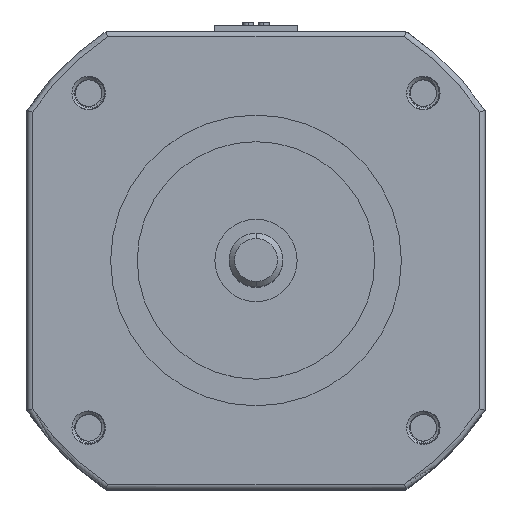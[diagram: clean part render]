
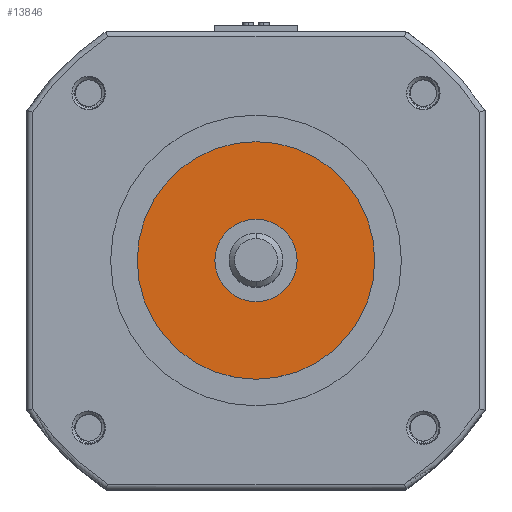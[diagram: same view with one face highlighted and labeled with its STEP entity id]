
A CAD part, top view. The second image highlights one B-rep face of the part: STEP entity #13846.
In plain terms, the highlighted planar face has unit normal (0, 0, 1).
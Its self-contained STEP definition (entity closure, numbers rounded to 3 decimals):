
#12773 = VERTEX_POINT('',#12774);
#12774 = CARTESIAN_POINT('',(0.,-3.81,2.032));
#12781 = CYLINDRICAL_SURFACE('',#12782,3.81);
#12782 = AXIS2_PLACEMENT_3D('',#12783,#12784,#12785);
#12783 = CARTESIAN_POINT('',(0.,0.,24.));
#12784 = DIRECTION('',(0.,0.,1.));
#12785 = DIRECTION('',(0.,-1.,0.));
#12793 = CYLINDRICAL_SURFACE('',#12794,3.81);
#12794 = AXIS2_PLACEMENT_3D('',#12795,#12796,#12797);
#12795 = CARTESIAN_POINT('',(0.,0.,24.));
#12796 = DIRECTION('',(0.,0.,1.));
#12797 = DIRECTION('',(0.,-1.,0.));
#12805 = EDGE_CURVE('',#12806,#12773,#12808,.T.);
#12806 = VERTEX_POINT('',#12807);
#12807 = CARTESIAN_POINT('',(0.,3.81,2.032));
#12808 = SURFACE_CURVE('',#12809,(#12814,#12821),.PCURVE_S1.);
#12809 = CIRCLE('',#12810,3.81);
#12810 = AXIS2_PLACEMENT_3D('',#12811,#12812,#12813);
#12811 = CARTESIAN_POINT('',(0.,0.,2.032));
#12812 = DIRECTION('',(0.,0.,1.));
#12813 = DIRECTION('',(0.,-1.,0.));
#12814 = PCURVE('',#12781,#12815);
#12815 = DEFINITIONAL_REPRESENTATION('',(#12816),#12820);
#12816 = LINE('',#12817,#12818);
#12817 = CARTESIAN_POINT('',(0.,-21.968));
#12818 = VECTOR('',#12819,1.);
#12819 = DIRECTION('',(1.,0.));
#12820 = ( GEOMETRIC_REPRESENTATION_CONTEXT(2) 
PARAMETRIC_REPRESENTATION_CONTEXT() REPRESENTATION_CONTEXT('2D SPACE',''
  ) );
#12821 = PCURVE('',#12822,#12827);
#12822 = PLANE('',#12823);
#12823 = AXIS2_PLACEMENT_3D('',#12824,#12825,#12826);
#12824 = CARTESIAN_POINT('',(0.,0.,2.032));
#12825 = DIRECTION('',(0.,0.,1.));
#12826 = DIRECTION('',(1.,0.,0.));
#12827 = DEFINITIONAL_REPRESENTATION('',(#12828),#12832);
#12828 = CIRCLE('',#12829,3.81);
#12829 = AXIS2_PLACEMENT_2D('',#12830,#12831);
#12830 = CARTESIAN_POINT('',(0.,0.));
#12831 = DIRECTION('',(0.,-1.));
#12832 = ( GEOMETRIC_REPRESENTATION_CONTEXT(2) 
PARAMETRIC_REPRESENTATION_CONTEXT() REPRESENTATION_CONTEXT('2D SPACE',''
  ) );
#13123 = EDGE_CURVE('',#13124,#13126,#13128,.T.);
#13124 = VERTEX_POINT('',#13125);
#13125 = CARTESIAN_POINT('',(-10.998,0.,2.032));
#13126 = VERTEX_POINT('',#13127);
#13127 = CARTESIAN_POINT('',(10.998,0.,2.032));
#13128 = SURFACE_CURVE('',#13129,(#13134,#13146),.PCURVE_S1.);
#13129 = CIRCLE('',#13130,10.998);
#13130 = AXIS2_PLACEMENT_3D('',#13131,#13132,#13133);
#13131 = CARTESIAN_POINT('',(0.,0.,2.032));
#13132 = DIRECTION('',(0.,0.,-1.));
#13133 = DIRECTION('',(-1.,0.,0.));
#13134 = PCURVE('',#13135,#13140);
#13135 = CYLINDRICAL_SURFACE('',#13136,10.998);
#13136 = AXIS2_PLACEMENT_3D('',#13137,#13138,#13139);
#13137 = CARTESIAN_POINT('',(0.,0.,0.));
#13138 = DIRECTION('',(-0.,-0.,-1.));
#13139 = DIRECTION('',(-1.,0.,0.));
#13140 = DEFINITIONAL_REPRESENTATION('',(#13141),#13145);
#13141 = LINE('',#13142,#13143);
#13142 = CARTESIAN_POINT('',(0.,-2.032));
#13143 = VECTOR('',#13144,1.);
#13144 = DIRECTION('',(1.,0.));
#13145 = ( GEOMETRIC_REPRESENTATION_CONTEXT(2) 
PARAMETRIC_REPRESENTATION_CONTEXT() REPRESENTATION_CONTEXT('2D SPACE',''
  ) );
#13146 = PCURVE('',#12822,#13147);
#13147 = DEFINITIONAL_REPRESENTATION('',(#13148),#13156);
#13148 = ( BOUNDED_CURVE() B_SPLINE_CURVE(2,(#13149,#13150,#13151,#13152
    ,#13153,#13154,#13155),.UNSPECIFIED.,.T.,.F.) 
B_SPLINE_CURVE_WITH_KNOTS((1,2,2,2,2,1),(-2.094,0.,
    2.094,4.189,6.283,8.378),
.UNSPECIFIED.) CURVE() GEOMETRIC_REPRESENTATION_ITEM() 
RATIONAL_B_SPLINE_CURVE((1.,0.5,1.,0.5,1.,0.5,1.)) REPRESENTATION_ITEM(
  '') );
#13149 = CARTESIAN_POINT('',(-10.998,0.));
#13150 = CARTESIAN_POINT('',(-10.998,19.049));
#13151 = CARTESIAN_POINT('',(5.499,9.525));
#13152 = CARTESIAN_POINT('',(21.996,0.));
#13153 = CARTESIAN_POINT('',(5.499,-9.525));
#13154 = CARTESIAN_POINT('',(-10.998,-19.049));
#13155 = CARTESIAN_POINT('',(-10.998,0.));
#13156 = ( GEOMETRIC_REPRESENTATION_CONTEXT(2) 
PARAMETRIC_REPRESENTATION_CONTEXT() REPRESENTATION_CONTEXT('2D SPACE',''
  ) );
#13174 = CYLINDRICAL_SURFACE('',#13175,10.998);
#13175 = AXIS2_PLACEMENT_3D('',#13176,#13177,#13178);
#13176 = CARTESIAN_POINT('',(0.,0.,0.));
#13177 = DIRECTION('',(-0.,-0.,-1.));
#13178 = DIRECTION('',(-1.,0.,0.));
#13846 = ADVANCED_FACE('',(#13847,#13876),#12822,.T.);
#13847 = FACE_BOUND('',#13848,.T.);
#13848 = EDGE_LOOP('',(#13849,#13850));
#13849 = ORIENTED_EDGE('',*,*,#13123,.F.);
#13850 = ORIENTED_EDGE('',*,*,#13851,.F.);
#13851 = EDGE_CURVE('',#13126,#13124,#13852,.T.);
#13852 = SURFACE_CURVE('',#13853,(#13858,#13869),.PCURVE_S1.);
#13853 = CIRCLE('',#13854,10.998);
#13854 = AXIS2_PLACEMENT_3D('',#13855,#13856,#13857);
#13855 = CARTESIAN_POINT('',(0.,0.,2.032));
#13856 = DIRECTION('',(0.,0.,-1.));
#13857 = DIRECTION('',(-1.,0.,0.));
#13858 = PCURVE('',#12822,#13859);
#13859 = DEFINITIONAL_REPRESENTATION('',(#13860),#13868);
#13860 = ( BOUNDED_CURVE() B_SPLINE_CURVE(2,(#13861,#13862,#13863,#13864
    ,#13865,#13866,#13867),.UNSPECIFIED.,.T.,.F.) 
B_SPLINE_CURVE_WITH_KNOTS((1,2,2,2,2,1),(-2.094,0.,
    2.094,4.189,6.283,8.378),
.UNSPECIFIED.) CURVE() GEOMETRIC_REPRESENTATION_ITEM() 
RATIONAL_B_SPLINE_CURVE((1.,0.5,1.,0.5,1.,0.5,1.)) REPRESENTATION_ITEM(
  '') );
#13861 = CARTESIAN_POINT('',(-10.998,0.));
#13862 = CARTESIAN_POINT('',(-10.998,19.049));
#13863 = CARTESIAN_POINT('',(5.499,9.525));
#13864 = CARTESIAN_POINT('',(21.996,0.));
#13865 = CARTESIAN_POINT('',(5.499,-9.525));
#13866 = CARTESIAN_POINT('',(-10.998,-19.049));
#13867 = CARTESIAN_POINT('',(-10.998,0.));
#13868 = ( GEOMETRIC_REPRESENTATION_CONTEXT(2) 
PARAMETRIC_REPRESENTATION_CONTEXT() REPRESENTATION_CONTEXT('2D SPACE',''
  ) );
#13869 = PCURVE('',#13174,#13870);
#13870 = DEFINITIONAL_REPRESENTATION('',(#13871),#13875);
#13871 = LINE('',#13872,#13873);
#13872 = CARTESIAN_POINT('',(0.,-2.032));
#13873 = VECTOR('',#13874,1.);
#13874 = DIRECTION('',(1.,0.));
#13875 = ( GEOMETRIC_REPRESENTATION_CONTEXT(2) 
PARAMETRIC_REPRESENTATION_CONTEXT() REPRESENTATION_CONTEXT('2D SPACE',''
  ) );
#13876 = FACE_BOUND('',#13877,.T.);
#13877 = EDGE_LOOP('',(#13878,#13900));
#13878 = ORIENTED_EDGE('',*,*,#13879,.F.);
#13879 = EDGE_CURVE('',#12773,#12806,#13880,.T.);
#13880 = SURFACE_CURVE('',#13881,(#13886,#13893),.PCURVE_S1.);
#13881 = CIRCLE('',#13882,3.81);
#13882 = AXIS2_PLACEMENT_3D('',#13883,#13884,#13885);
#13883 = CARTESIAN_POINT('',(0.,0.,2.032));
#13884 = DIRECTION('',(0.,0.,1.));
#13885 = DIRECTION('',(0.,-1.,0.));
#13886 = PCURVE('',#12822,#13887);
#13887 = DEFINITIONAL_REPRESENTATION('',(#13888),#13892);
#13888 = CIRCLE('',#13889,3.81);
#13889 = AXIS2_PLACEMENT_2D('',#13890,#13891);
#13890 = CARTESIAN_POINT('',(0.,0.));
#13891 = DIRECTION('',(0.,-1.));
#13892 = ( GEOMETRIC_REPRESENTATION_CONTEXT(2) 
PARAMETRIC_REPRESENTATION_CONTEXT() REPRESENTATION_CONTEXT('2D SPACE',''
  ) );
#13893 = PCURVE('',#12793,#13894);
#13894 = DEFINITIONAL_REPRESENTATION('',(#13895),#13899);
#13895 = LINE('',#13896,#13897);
#13896 = CARTESIAN_POINT('',(0.,-21.968));
#13897 = VECTOR('',#13898,1.);
#13898 = DIRECTION('',(1.,0.));
#13899 = ( GEOMETRIC_REPRESENTATION_CONTEXT(2) 
PARAMETRIC_REPRESENTATION_CONTEXT() REPRESENTATION_CONTEXT('2D SPACE',''
  ) );
#13900 = ORIENTED_EDGE('',*,*,#12805,.F.);
